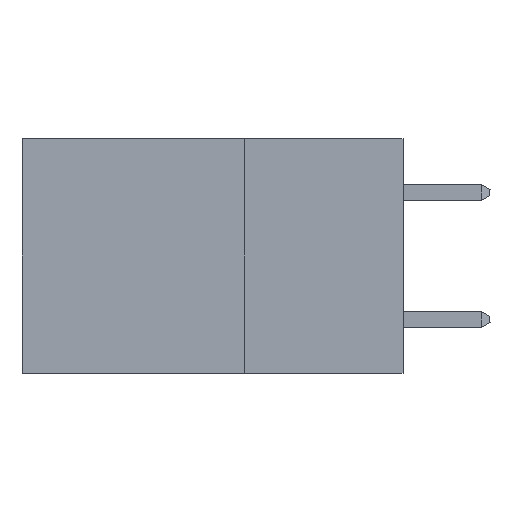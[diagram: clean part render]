
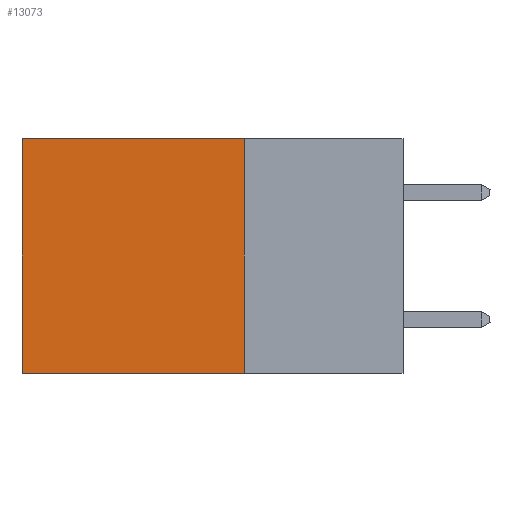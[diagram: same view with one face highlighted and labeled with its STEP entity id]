
A CAD part, left-side view. The second image highlights one B-rep face of the part: STEP entity #13073.
In plain terms, the highlighted planar face has unit normal (-1, 0, 0).
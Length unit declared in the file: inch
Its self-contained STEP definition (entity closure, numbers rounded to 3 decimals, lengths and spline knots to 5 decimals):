
#296 = ORIENTED_EDGE ( 'NONE', *, *, #22483, .T. ) ;
#1229 = CARTESIAN_POINT ( 'NONE',  ( 0.2875, 0.25, 0. ) ) ;
#2380 = LINE ( 'NONE', #11325, #12091 ) ;
#3078 = CARTESIAN_POINT ( 'NONE',  ( 0.2875, 0.25, -0.37 ) ) ;
#5822 = VERTEX_POINT ( 'NONE', #6077 ) ;
#6077 = CARTESIAN_POINT ( 'NONE',  ( 0.2875, 0.6, 0. ) ) ;
#6703 = DIRECTION ( 'NONE',  ( 0., 1., 0. ) ) ;
#6720 = DIRECTION ( 'NONE',  ( 0., 0., -1. ) ) ;
#9499 = ORIENTED_EDGE ( 'NONE', *, *, #17054, .F. ) ;
#10430 = LINE ( 'NONE', #33409, #11370 ) ;
#11325 = CARTESIAN_POINT ( 'NONE',  ( 0.2875, 0.6, 0. ) ) ;
#11370 = VECTOR ( 'NONE', #24969, 39.37008 ) ;
#11810 = PLANE ( 'NONE',  #36951 ) ;
#11942 = DIRECTION ( 'NONE',  ( 1., 0., 0. ) ) ;
#12091 = VECTOR ( 'NONE', #14282, 39.37008 ) ;
#13073 = ADVANCED_FACE ( 'NONE', ( #34279 ), #11810, .F. ) ;
#14282 = DIRECTION ( 'NONE',  ( 0., 0., -1. ) ) ;
#15025 = EDGE_LOOP ( 'NONE', ( #21339, #9499, #34667, #296 ) ) ;
#15200 = VERTEX_POINT ( 'NONE', #1229 ) ;
#17054 = EDGE_CURVE ( 'NONE', #35216, #23539, #10430, .T. ) ;
#18591 = CARTESIAN_POINT ( 'NONE',  ( 0.2875, 0.25, 0. ) ) ;
#18711 = VECTOR ( 'NONE', #6703, 39.37008 ) ;
#21339 = ORIENTED_EDGE ( 'NONE', *, *, #33599, .T. ) ;
#21384 = CARTESIAN_POINT ( 'NONE',  ( 0.2875, 0.6, -0.37 ) ) ;
#22483 = EDGE_CURVE ( 'NONE', #15200, #5822, #26565, .T. ) ;
#23539 = VERTEX_POINT ( 'NONE', #21384 ) ;
#24103 = CARTESIAN_POINT ( 'NONE',  ( 0.2875, 0.25, 0. ) ) ;
#24291 = EDGE_CURVE ( 'NONE', #15200, #35216, #31946, .T. ) ;
#24969 = DIRECTION ( 'NONE',  ( 0., 1., 0. ) ) ;
#26565 = LINE ( 'NONE', #18591, #18711 ) ;
#30967 = VECTOR ( 'NONE', #6720, 39.37008 ) ;
#31946 = LINE ( 'NONE', #33151, #30967 ) ;
#32422 = DIRECTION ( 'NONE',  ( 0., 0., -1. ) ) ;
#33151 = CARTESIAN_POINT ( 'NONE',  ( 0.2875, 0.25, 0. ) ) ;
#33409 = CARTESIAN_POINT ( 'NONE',  ( 0.2875, 0.25, -0.37 ) ) ;
#33599 = EDGE_CURVE ( 'NONE', #5822, #23539, #2380, .T. ) ;
#34279 = FACE_OUTER_BOUND ( 'NONE', #15025, .T. ) ;
#34667 = ORIENTED_EDGE ( 'NONE', *, *, #24291, .F. ) ;
#35216 = VERTEX_POINT ( 'NONE', #3078 ) ;
#36951 = AXIS2_PLACEMENT_3D ( 'NONE', #24103, #11942, #32422 ) ;
